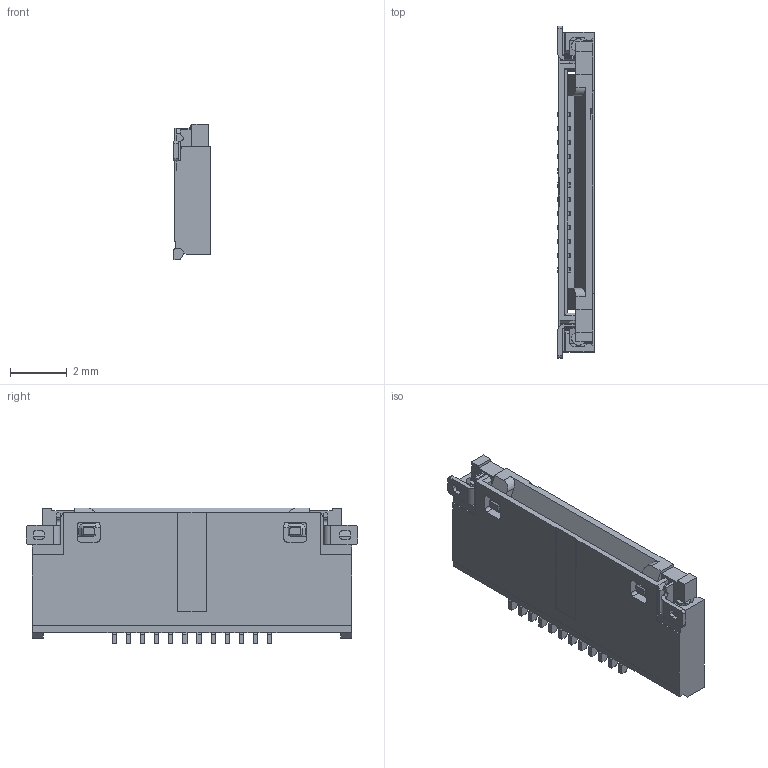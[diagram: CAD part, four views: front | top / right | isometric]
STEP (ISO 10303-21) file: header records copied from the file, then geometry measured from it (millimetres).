
FILE_DESCRIPTION((''),'2;1');
FILE_NAME('S-52545-012XX-XXX','2021-06-02T',('k49818'),(''),'PRO/ENGINEER BY PARAMETRIC TECHNOLOGY CORPORATION, 2012010','PRO/ENGINEER BY PARAMETRIC TECHNOLOGY CORPORATION, 2012010','');
FILE_SCHEMA(('CONFIG_CONTROL_DESIGN'));
Length unit declared in the file: millimetre
Products named in the file (1): S-52545-012XX-XXX
Bounding box: 1.28 x 11.73 x 4.8 mm (x, y, z)
Volume: 44.4 mm3; surface area: 238.4 mm2
Topology: 1 solids, 1 shells, 1006 faces, 2964 edges, 1982 vertices
Faces by surface type: plane 733, cylinder 251, cone 14, torus 6, bspline 2
Entity records: 33395 total; most frequent: CARTESIAN_POINT 6247, ORIENTED_EDGE 5780, DIRECTION 5422, EDGE_CURVE 2890, VECTOR 2364, LINE 2364, VERTEX_POINT 1890, AXIS2_PLACEMENT_3D 1529
